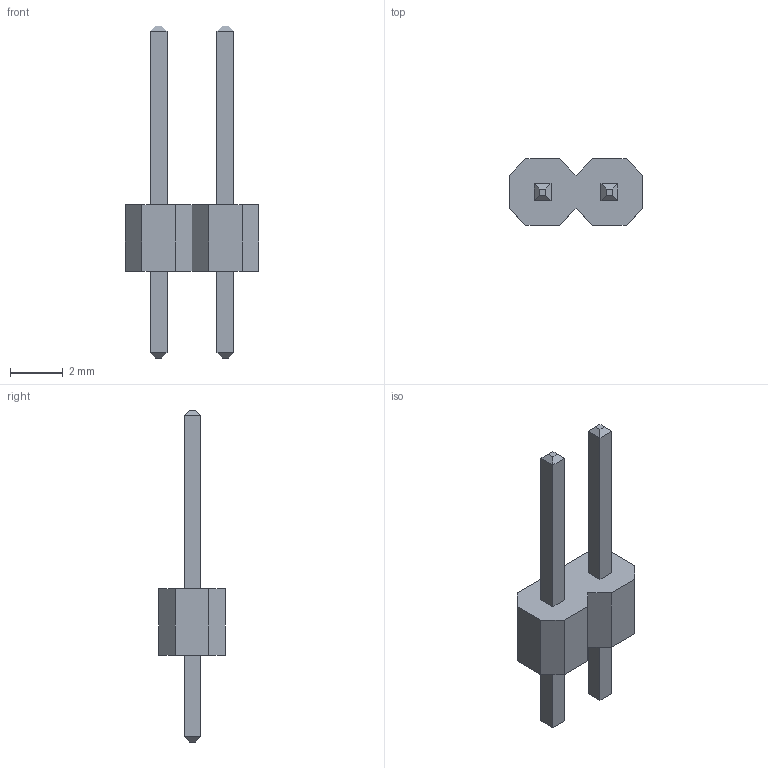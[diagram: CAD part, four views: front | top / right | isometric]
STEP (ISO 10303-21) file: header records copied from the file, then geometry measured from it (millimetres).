
FILE_DESCRIPTION(/* description */ (''),/* implementation_level */ '2;1');
FILE_NAME(/* name */ ' BPSC-40.step',/* time_stamp */ '2025-07-17T23:20:34-03:00',/* author */ (''),/* organization */ (''),/* preprocessor_version */ 'ST-DEVELOPER v20.1',/* originating_system */ 'Autodesk Translation Framework v14.10.0.0',/* authorisation */ '');
FILE_SCHEMA (('AUTOMOTIVE_DESIGN { 1 0 10303 214 3 1 1 }'));
Length unit declared in the file: millimetre
Products named in the file (3): (Unsaved); 1X02; 42899.f3d 
Assembly tree (2 placements, depth 3):
  (Unsaved)
    1X02
      42899.f3d 
Bounding box: 5.08 x 2.54 x 12.64 mm (x, y, z)
Volume: 36.8 mm3; surface area: 110.4 mm2
Topology: 1 solids, 1 shells, 52 faces, 122 edges, 76 vertices
Faces by surface type: plane 52
Entity records: 1561 total; most frequent: CARTESIAN_POINT 255, ORIENTED_EDGE 244, DIRECTION 236, LINE 122, VECTOR 122, EDGE_CURVE 122, VERTEX_POINT 76, AXIS2_PLACEMENT_3D 57
